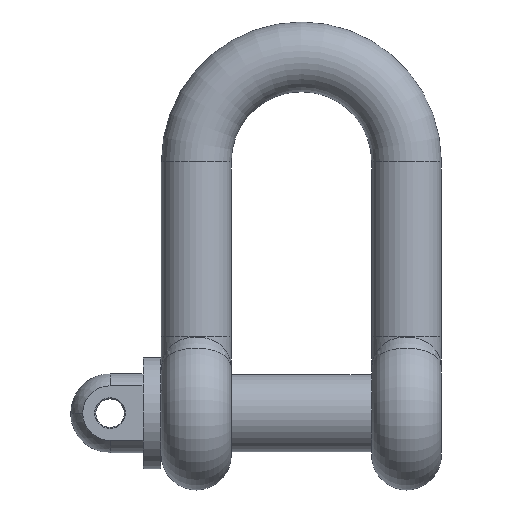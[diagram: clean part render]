
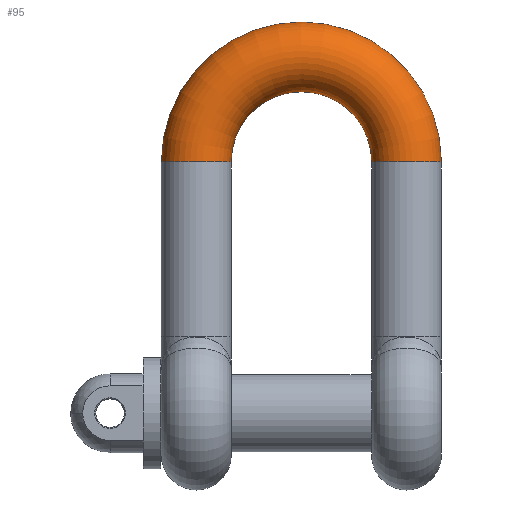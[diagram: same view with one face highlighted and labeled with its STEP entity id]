
A CAD part, top view. The second image highlights one B-rep face of the part: STEP entity #95.
In plain terms, the highlighted toroidal (fillet/blend) face has major radius 47.9 mm and minor radius 15.9 mm.
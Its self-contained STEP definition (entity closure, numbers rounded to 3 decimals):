
#52 = AXIS2_PLACEMENT_3D ( 'NONE', #1969, #2584, #785 ) ;
#56 = CIRCLE ( 'NONE', #52, 15.9 ) ;
#95 = ADVANCED_FACE ( 'NONE', ( #1462 ), #2369, .T. ) ;
#139 = EDGE_LOOP ( 'NONE', ( #717, #723, #727, #732 ) ) ;
#206 = CARTESIAN_POINT ( 'NONE',  ( 0., 114.5, 0. ) ) ;
#242 = CARTESIAN_POINT ( 'NONE',  ( 0., 114.5, 0. ) ) ;
#311 = AXIS2_PLACEMENT_3D ( 'NONE', #206, #1273, #2100 ) ;
#558 = DIRECTION ( 'NONE',  ( 0., 0., 1. ) ) ;
#717 = ORIENTED_EDGE ( 'NONE', *, *, #2230, .F. ) ;
#723 = ORIENTED_EDGE ( 'NONE', *, *, #1689, .T. ) ;
#727 = ORIENTED_EDGE ( 'NONE', *, *, #2591, .T. ) ;
#732 = ORIENTED_EDGE ( 'NONE', *, *, #1606, .F. ) ;
#785 = DIRECTION ( 'NONE',  ( 0., 0., 1. ) ) ;
#806 = CARTESIAN_POINT ( 'NONE',  ( -32., 114.5, 0. ) ) ;
#892 = CARTESIAN_POINT ( 'NONE',  ( -63.8, 114.5, 0. ) ) ;
#974 = CIRCLE ( 'NONE', #2572, 63.8 ) ;
#985 = VERTEX_POINT ( 'NONE', #2150 ) ;
#1192 = VERTEX_POINT ( 'NONE', #2131 ) ;
#1273 = DIRECTION ( 'NONE',  ( 0., 0., -1. ) ) ;
#1314 = DIRECTION ( 'NONE',  ( 0., 0., -1. ) ) ;
#1321 = VERTEX_POINT ( 'NONE', #892 ) ;
#1437 = DIRECTION ( 'NONE',  ( -1., 0., 0. ) ) ;
#1444 = DIRECTION ( 'NONE',  ( 0., 0., -1. ) ) ;
#1452 = CARTESIAN_POINT ( 'NONE',  ( 0., 114.5, 0. ) ) ;
#1462 = FACE_OUTER_BOUND ( 'NONE', #139, .T. ) ;
#1606 = EDGE_CURVE ( 'NONE', #1192, #985, #56, .T. ) ;
#1651 = VERTEX_POINT ( 'NONE', #806 ) ;
#1689 = EDGE_CURVE ( 'NONE', #1321, #1651, #2350, .T. ) ;
#1789 = AXIS2_PLACEMENT_3D ( 'NONE', #1833, #2469, #558 ) ;
#1833 = CARTESIAN_POINT ( 'NONE',  ( -47.9, 114.5, 0. ) ) ;
#1969 = CARTESIAN_POINT ( 'NONE',  ( 47.9, 114.5, 0. ) ) ;
#2062 = CIRCLE ( 'NONE', #311, 32. ) ;
#2100 = DIRECTION ( 'NONE',  ( -1., 0., 0. ) ) ;
#2120 = DIRECTION ( 'NONE',  ( -1., 0., 0. ) ) ;
#2131 = CARTESIAN_POINT ( 'NONE',  ( 63.8, 114.5, 0. ) ) ;
#2150 = CARTESIAN_POINT ( 'NONE',  ( 32., 114.5, 0. ) ) ;
#2230 = EDGE_CURVE ( 'NONE', #1321, #1192, #974, .T. ) ;
#2350 = CIRCLE ( 'NONE', #1789, 15.9 ) ;
#2368 = AXIS2_PLACEMENT_3D ( 'NONE', #1452, #1444, #1437 ) ;
#2369 = TOROIDAL_SURFACE ( 'NONE', #2368, 47.9, 15.9 ) ;
#2469 = DIRECTION ( 'NONE',  ( 0., 1., 0. ) ) ;
#2572 = AXIS2_PLACEMENT_3D ( 'NONE', #242, #1314, #2120 ) ;
#2584 = DIRECTION ( 'NONE',  ( 0., -1., 0. ) ) ;
#2591 = EDGE_CURVE ( 'NONE', #1651, #985, #2062, .T. ) ;
